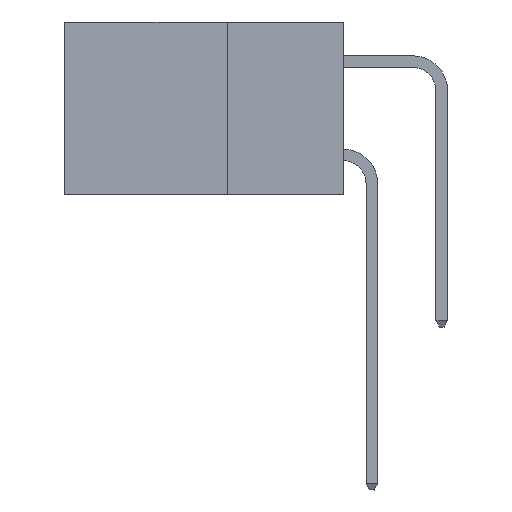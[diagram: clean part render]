
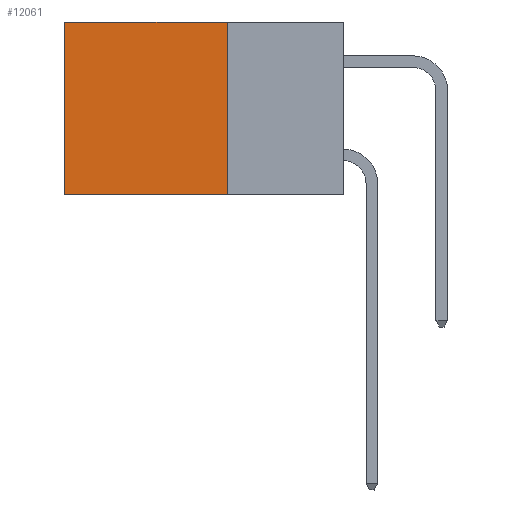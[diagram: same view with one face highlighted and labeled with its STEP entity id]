
A CAD part, left-side view. The second image highlights one B-rep face of the part: STEP entity #12061.
In plain terms, the highlighted planar face has unit normal (-1, 0, 0).
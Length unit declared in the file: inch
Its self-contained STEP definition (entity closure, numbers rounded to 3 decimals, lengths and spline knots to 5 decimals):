
#934 = CARTESIAN_POINT ( 'NONE',  ( 0.298, 0.25, 0. ) ) ;
#1056 = LINE ( 'NONE', #11199, #6947 ) ;
#1298 = AXIS2_PLACEMENT_3D ( 'NONE', #934, #16120, #3174 ) ;
#1750 = FACE_OUTER_BOUND ( 'NONE', #4743, .T. ) ;
#3071 = DIRECTION ( 'NONE',  ( 0., 0., -1. ) ) ;
#3174 = DIRECTION ( 'NONE',  ( 0., 0., -1. ) ) ;
#3263 = CARTESIAN_POINT ( 'NONE',  ( 0.298, 0.6, -0.37 ) ) ;
#4325 = EDGE_CURVE ( 'NONE', #21726, #8679, #4846, .T. ) ;
#4384 = ORIENTED_EDGE ( 'NONE', *, *, #16471, .F. ) ;
#4714 = CARTESIAN_POINT ( 'NONE',  ( 0.298, 0.25, -0.37 ) ) ;
#4743 = EDGE_LOOP ( 'NONE', ( #26110, #4384, #13280, #12953 ) ) ;
#4846 = LINE ( 'NONE', #12678, #11286 ) ;
#6912 = CARTESIAN_POINT ( 'NONE',  ( 0.298, 0.25, 0. ) ) ;
#6947 = VECTOR ( 'NONE', #23863, 39.37008 ) ;
#7512 = CARTESIAN_POINT ( 'NONE',  ( 0.298, 0.25, 0. ) ) ;
#8632 = EDGE_CURVE ( 'NONE', #21226, #17368, #24757, .T. ) ;
#8679 = VERTEX_POINT ( 'NONE', #3263 ) ;
#11199 = CARTESIAN_POINT ( 'NONE',  ( 0.298, 0.25, 0. ) ) ;
#11239 = LINE ( 'NONE', #27340, #11907 ) ;
#11286 = VECTOR ( 'NONE', #25361, 39.37008 ) ;
#11907 = VECTOR ( 'NONE', #12501, 39.37008 ) ;
#12061 = ADVANCED_FACE ( 'NONE', ( #1750 ), #22350, .F. ) ;
#12501 = DIRECTION ( 'NONE',  ( 0., 1., 0. ) ) ;
#12678 = CARTESIAN_POINT ( 'NONE',  ( 0.298, 0.6, 0. ) ) ;
#12953 = ORIENTED_EDGE ( 'NONE', *, *, #19970, .T. ) ;
#13280 = ORIENTED_EDGE ( 'NONE', *, *, #8632, .F. ) ;
#16120 = DIRECTION ( 'NONE',  ( 1., 0., 0. ) ) ;
#16471 = EDGE_CURVE ( 'NONE', #17368, #8679, #11239, .T. ) ;
#17368 = VERTEX_POINT ( 'NONE', #4714 ) ;
#19187 = VECTOR ( 'NONE', #3071, 39.37008 ) ;
#19970 = EDGE_CURVE ( 'NONE', #21226, #21726, #1056, .T. ) ;
#21226 = VERTEX_POINT ( 'NONE', #6912 ) ;
#21726 = VERTEX_POINT ( 'NONE', #25651 ) ;
#22350 = PLANE ( 'NONE',  #1298 ) ;
#23863 = DIRECTION ( 'NONE',  ( 0., 1., 0. ) ) ;
#24757 = LINE ( 'NONE', #7512, #19187 ) ;
#25361 = DIRECTION ( 'NONE',  ( 0., 0., -1. ) ) ;
#25651 = CARTESIAN_POINT ( 'NONE',  ( 0.298, 0.6, 0. ) ) ;
#26110 = ORIENTED_EDGE ( 'NONE', *, *, #4325, .T. ) ;
#27340 = CARTESIAN_POINT ( 'NONE',  ( 0.298, 0.25, -0.37 ) ) ;
